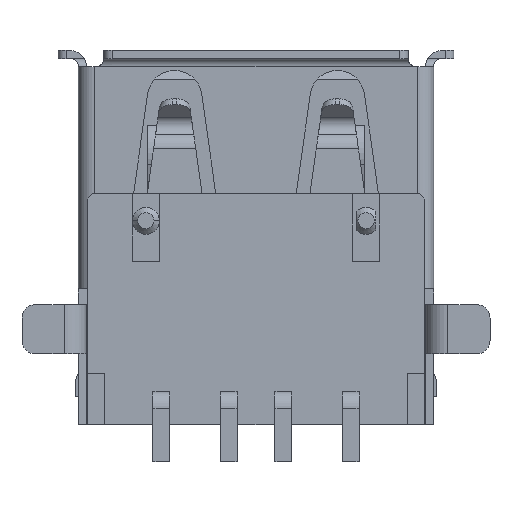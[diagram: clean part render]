
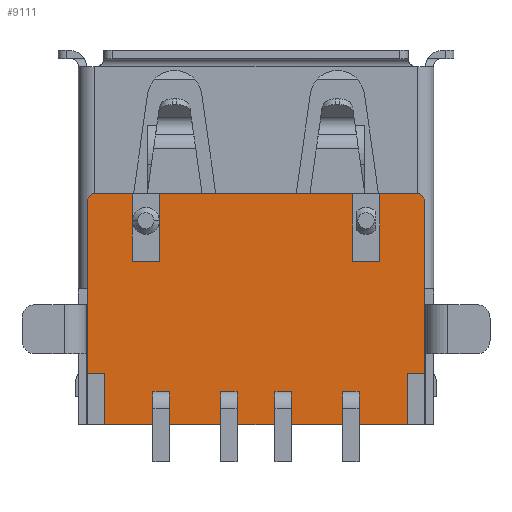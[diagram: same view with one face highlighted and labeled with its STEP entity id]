
A CAD part, front view. The second image highlights one B-rep face of the part: STEP entity #9111.
In plain terms, the highlighted planar face has unit normal (0, -1, 0).
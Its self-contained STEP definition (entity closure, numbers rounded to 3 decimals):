
#2992=DIRECTION('',(1.,0.,0.));
#2993=VECTOR('',#2992,1.465);
#2994=CARTESIAN_POINT('',(4.56,-3.69,-5.28));
#2995=LINE('',#2994,#2993);
#3000=DIRECTION('',(1.,0.,0.));
#3001=VECTOR('',#3000,7.12);
#3002=CARTESIAN_POINT('',(-3.56,-3.69,-5.28));
#3003=LINE('',#3002,#3001);
#3008=DIRECTION('',(1.,0.,0.));
#3009=VECTOR('',#3008,1.465);
#3010=CARTESIAN_POINT('',(-6.025,-3.69,-5.28));
#3011=LINE('',#3010,#3009);
#3012=DIRECTION('',(-1.,0.,0.));
#3013=VECTOR('',#3012,0.6);
#3014=CARTESIAN_POINT('',(-3.2,-3.69,-12.576));
#3015=LINE('',#3014,#3013);
#3016=DIRECTION('',(0.,0.,1.));
#3017=VECTOR('',#3016,0.255);
#3018=CARTESIAN_POINT('',(-3.8,-3.69,-12.832));
#3019=LINE('',#3018,#3017);
#3020=DIRECTION('',(-1.,0.,0.));
#3021=VECTOR('',#3020,0.6);
#3022=CARTESIAN_POINT('',(-3.2,-3.69,-12.832));
#3023=LINE('',#3022,#3021);
#3024=DIRECTION('',(0.,0.,-1.));
#3025=VECTOR('',#3024,0.255);
#3026=CARTESIAN_POINT('',(-3.2,-3.69,-12.576));
#3027=LINE('',#3026,#3025);
#3028=DIRECTION('',(-1.,0.,0.));
#3029=VECTOR('',#3028,0.6);
#3030=CARTESIAN_POINT('',(-0.7,-3.69,-12.576));
#3031=LINE('',#3030,#3029);
#3032=DIRECTION('',(0.,0.,1.));
#3033=VECTOR('',#3032,0.255);
#3034=CARTESIAN_POINT('',(-1.3,-3.69,-12.832));
#3035=LINE('',#3034,#3033);
#3036=DIRECTION('',(-1.,0.,0.));
#3037=VECTOR('',#3036,0.6);
#3038=CARTESIAN_POINT('',(-0.7,-3.69,-12.832));
#3039=LINE('',#3038,#3037);
#3040=DIRECTION('',(0.,0.,-1.));
#3041=VECTOR('',#3040,0.255);
#3042=CARTESIAN_POINT('',(-0.7,-3.69,-12.576));
#3043=LINE('',#3042,#3041);
#3044=DIRECTION('',(-1.,0.,0.));
#3045=VECTOR('',#3044,0.6);
#3046=CARTESIAN_POINT('',(3.8,-3.69,-12.832));
#3047=LINE('',#3046,#3045);
#3048=DIRECTION('',(0.,0.,-1.));
#3049=VECTOR('',#3048,0.255);
#3050=CARTESIAN_POINT('',(3.8,-3.69,-12.576));
#3051=LINE('',#3050,#3049);
#3052=DIRECTION('',(-1.,0.,0.));
#3053=VECTOR('',#3052,0.6);
#3054=CARTESIAN_POINT('',(3.8,-3.69,-12.576));
#3055=LINE('',#3054,#3053);
#3056=DIRECTION('',(0.,0.,1.));
#3057=VECTOR('',#3056,0.255);
#3058=CARTESIAN_POINT('',(3.2,-3.69,-12.832));
#3059=LINE('',#3058,#3057);
#3060=DIRECTION('',(-1.,0.,0.));
#3061=VECTOR('',#3060,0.6);
#3062=CARTESIAN_POINT('',(1.3,-3.69,-12.832));
#3063=LINE('',#3062,#3061);
#3064=DIRECTION('',(0.,0.,-1.));
#3065=VECTOR('',#3064,0.255);
#3066=CARTESIAN_POINT('',(1.3,-3.69,-12.576));
#3067=LINE('',#3066,#3065);
#3068=DIRECTION('',(-1.,0.,0.));
#3069=VECTOR('',#3068,0.6);
#3070=CARTESIAN_POINT('',(1.3,-3.69,-12.576));
#3071=LINE('',#3070,#3069);
#3072=DIRECTION('',(0.,0.,1.));
#3073=VECTOR('',#3072,0.255);
#3074=CARTESIAN_POINT('',(0.7,-3.69,-12.832));
#3075=LINE('',#3074,#3073);
#3076=DIRECTION('',(-0.707,0.,-0.707));
#3077=VECTOR('',#3076,0.283);
#3078=CARTESIAN_POINT('',(-6.025,-3.69,-5.28));
#3079=LINE('',#3078,#3077);
#3080=DIRECTION('',(0.,0.,-1.));
#3081=VECTOR('',#3080,2.5);
#3082=CARTESIAN_POINT('',(-4.56,-3.69,-5.28));
#3083=LINE('',#3082,#3081);
#3084=DIRECTION('',(1.,0.,0.));
#3085=VECTOR('',#3084,1.);
#3086=CARTESIAN_POINT('',(-4.56,-3.69,-7.78));
#3087=LINE('',#3086,#3085);
#3088=DIRECTION('',(0.,0.,-1.));
#3089=VECTOR('',#3088,2.5);
#3090=CARTESIAN_POINT('',(-3.56,-3.69,-5.28));
#3091=LINE('',#3090,#3089);
#3092=DIRECTION('',(0.,0.,-1.));
#3093=VECTOR('',#3092,2.5);
#3094=CARTESIAN_POINT('',(3.56,-3.69,-5.28));
#3095=LINE('',#3094,#3093);
#3096=DIRECTION('',(1.,0.,0.));
#3097=VECTOR('',#3096,1.);
#3098=CARTESIAN_POINT('',(3.56,-3.69,-7.78));
#3099=LINE('',#3098,#3097);
#3100=DIRECTION('',(0.,0.,-1.));
#3101=VECTOR('',#3100,2.5);
#3102=CARTESIAN_POINT('',(4.56,-3.69,-5.28));
#3103=LINE('',#3102,#3101);
#3104=DIRECTION('',(-0.707,0.,0.707));
#3105=VECTOR('',#3104,0.283);
#3106=CARTESIAN_POINT('',(6.225,-3.69,-5.48));
#3107=LINE('',#3106,#3105);
#3108=DIRECTION('',(-1.,0.,0.));
#3109=VECTOR('',#3108,0.65);
#3110=CARTESIAN_POINT('',(6.225,-3.69,-11.91));
#3111=LINE('',#3110,#3109);
#3112=DIRECTION('',(0.,0.,1.));
#3113=VECTOR('',#3112,1.9);
#3114=CARTESIAN_POINT('',(5.575,-3.69,-13.81));
#3115=LINE('',#3114,#3113);
#3116=DIRECTION('',(1.,0.,0.));
#3117=VECTOR('',#3116,11.15);
#3118=CARTESIAN_POINT('',(-5.575,-3.69,-13.81));
#3119=LINE('',#3118,#3117);
#3120=DIRECTION('',(0.,0.,1.));
#3121=VECTOR('',#3120,1.9);
#3122=CARTESIAN_POINT('',(-5.575,-3.69,-13.81));
#3123=LINE('',#3122,#3121);
#3124=DIRECTION('',(1.,0.,0.));
#3125=VECTOR('',#3124,0.65);
#3126=CARTESIAN_POINT('',(-6.225,-3.69,-11.91));
#3127=LINE('',#3126,#3125);
#3616=DIRECTION('',(0.,0.,1.));
#3617=VECTOR('',#3616,6.43);
#3618=CARTESIAN_POINT('',(6.225,-3.69,-11.91));
#3619=LINE('',#3618,#3617);
#3656=DIRECTION('',(0.,0.,-1.));
#3657=VECTOR('',#3656,6.43);
#3658=CARTESIAN_POINT('',(-6.225,-3.69,-5.48));
#3659=LINE('',#3658,#3657);
#5286=CARTESIAN_POINT('',(-4.56,-3.69,-5.28));
#5287=CARTESIAN_POINT('',(-4.56,-3.69,-7.78));
#5288=VERTEX_POINT('',#5286);
#5289=VERTEX_POINT('',#5287);
#5290=CARTESIAN_POINT('',(-3.56,-3.69,-7.78));
#5291=VERTEX_POINT('',#5290);
#5292=CARTESIAN_POINT('',(-3.56,-3.69,-5.28));
#5293=VERTEX_POINT('',#5292);
#5294=CARTESIAN_POINT('',(3.56,-3.69,-5.28));
#5295=CARTESIAN_POINT('',(3.56,-3.69,-7.78));
#5296=VERTEX_POINT('',#5294);
#5297=VERTEX_POINT('',#5295);
#5298=CARTESIAN_POINT('',(4.56,-3.69,-7.78));
#5299=VERTEX_POINT('',#5298);
#5300=CARTESIAN_POINT('',(4.56,-3.69,-5.28));
#5301=VERTEX_POINT('',#5300);
#5350=CARTESIAN_POINT('',(-5.575,-3.69,-13.81));
#5351=CARTESIAN_POINT('',(-5.575,-3.69,-11.91));
#5352=VERTEX_POINT('',#5350);
#5353=VERTEX_POINT('',#5351);
#5354=CARTESIAN_POINT('',(-6.225,-3.69,-11.91));
#5355=VERTEX_POINT('',#5354);
#5356=CARTESIAN_POINT('',(6.225,-3.69,-11.91));
#5357=CARTESIAN_POINT('',(5.575,-3.69,-11.91));
#5358=VERTEX_POINT('',#5356);
#5359=VERTEX_POINT('',#5357);
#5360=CARTESIAN_POINT('',(5.575,-3.69,-13.81));
#5361=VERTEX_POINT('',#5360);
#5398=CARTESIAN_POINT('',(-6.025,-3.69,-5.28));
#5399=VERTEX_POINT('',#5398);
#5400=CARTESIAN_POINT('',(-6.225,-3.69,-5.48));
#5401=VERTEX_POINT('',#5400);
#5402=CARTESIAN_POINT('',(6.225,-3.69,-5.48));
#5403=CARTESIAN_POINT('',(6.025,-3.69,-5.28));
#5404=VERTEX_POINT('',#5402);
#5405=VERTEX_POINT('',#5403);
#5411=CARTESIAN_POINT('',(-3.2,-3.69,-12.832));
#5413=VERTEX_POINT('',#5411);
#5415=CARTESIAN_POINT('',(-3.8,-3.69,-12.832));
#5417=VERTEX_POINT('',#5415);
#5430=CARTESIAN_POINT('',(-3.2,-3.69,-12.576));
#5431=VERTEX_POINT('',#5430);
#5432=CARTESIAN_POINT('',(-3.8,-3.69,-12.576));
#5433=VERTEX_POINT('',#5432);
#5435=CARTESIAN_POINT('',(-0.7,-3.69,-12.832));
#5437=VERTEX_POINT('',#5435);
#5439=CARTESIAN_POINT('',(-1.3,-3.69,-12.832));
#5441=VERTEX_POINT('',#5439);
#5454=CARTESIAN_POINT('',(-0.7,-3.69,-12.576));
#5455=VERTEX_POINT('',#5454);
#5456=CARTESIAN_POINT('',(-1.3,-3.69,-12.576));
#5457=VERTEX_POINT('',#5456);
#5459=CARTESIAN_POINT('',(0.7,-3.69,-12.832));
#5461=VERTEX_POINT('',#5459);
#5463=CARTESIAN_POINT('',(1.3,-3.69,-12.832));
#5465=VERTEX_POINT('',#5463);
#5478=CARTESIAN_POINT('',(0.7,-3.69,-12.576));
#5479=VERTEX_POINT('',#5478);
#5480=CARTESIAN_POINT('',(1.3,-3.69,-12.576));
#5481=VERTEX_POINT('',#5480);
#5483=CARTESIAN_POINT('',(3.2,-3.69,-12.832));
#5485=VERTEX_POINT('',#5483);
#5487=CARTESIAN_POINT('',(3.8,-3.69,-12.832));
#5489=VERTEX_POINT('',#5487);
#5502=CARTESIAN_POINT('',(3.2,-3.69,-12.576));
#5503=VERTEX_POINT('',#5502);
#5504=CARTESIAN_POINT('',(3.8,-3.69,-12.576));
#5505=VERTEX_POINT('',#5504);
#9034=CARTESIAN_POINT('',(-6.55,-3.69,0.));
#9035=DIRECTION('',(0.,-1.,0.));
#9036=DIRECTION('',(1.,0.,0.));
#9037=AXIS2_PLACEMENT_3D('',#9034,#9035,#9036);
#9038=PLANE('',#9037);
#9039=ORIENTED_EDGE('',*,*,#8983,.F.);
#9040=ORIENTED_EDGE('',*,*,#9015,.T.);
#9042=ORIENTED_EDGE('',*,*,#9041,.T.);
#9044=ORIENTED_EDGE('',*,*,#9043,.T.);
#9046=ORIENTED_EDGE('',*,*,#9045,.F.);
#9047=ORIENTED_EDGE('',*,*,#9007,.T.);
#9049=ORIENTED_EDGE('',*,*,#9048,.T.);
#9051=ORIENTED_EDGE('',*,*,#9050,.T.);
#9053=ORIENTED_EDGE('',*,*,#9052,.F.);
#9054=ORIENTED_EDGE('',*,*,#8999,.T.);
#9055=ORIENTED_EDGE('',*,*,#9025,.F.);
#9057=ORIENTED_EDGE('',*,*,#9056,.F.);
#9059=ORIENTED_EDGE('',*,*,#9058,.T.);
#9061=ORIENTED_EDGE('',*,*,#9060,.F.);
#9062=ORIENTED_EDGE('',*,*,#6352,.F.);
#9064=ORIENTED_EDGE('',*,*,#9063,.T.);
#9066=ORIENTED_EDGE('',*,*,#9065,.F.);
#9068=ORIENTED_EDGE('',*,*,#9067,.F.);
#9069=EDGE_LOOP('',(#9039,#9040,#9042,#9044,#9046,#9047,#9049,#9051,#9053,#9054,
#9055,#9057,#9059,#9061,#9062,#9064,#9066,#9068));
#9070=FACE_OUTER_BOUND('',#9069,.F.);
#9072=ORIENTED_EDGE('',*,*,#9071,.T.);
#9074=ORIENTED_EDGE('',*,*,#9073,.F.);
#9076=ORIENTED_EDGE('',*,*,#9075,.F.);
#9078=ORIENTED_EDGE('',*,*,#9077,.F.);
#9079=EDGE_LOOP('',(#9072,#9074,#9076,#9078));
#9080=FACE_BOUND('',#9079,.F.);
#9082=ORIENTED_EDGE('',*,*,#9081,.F.);
#9084=ORIENTED_EDGE('',*,*,#9083,.F.);
#9086=ORIENTED_EDGE('',*,*,#9085,.T.);
#9088=ORIENTED_EDGE('',*,*,#9087,.F.);
#9089=EDGE_LOOP('',(#9082,#9084,#9086,#9088));
#9090=FACE_BOUND('',#9089,.F.);
#9092=ORIENTED_EDGE('',*,*,#9091,.F.);
#9094=ORIENTED_EDGE('',*,*,#9093,.F.);
#9096=ORIENTED_EDGE('',*,*,#9095,.T.);
#9098=ORIENTED_EDGE('',*,*,#9097,.F.);
#9099=EDGE_LOOP('',(#9092,#9094,#9096,#9098));
#9100=FACE_BOUND('',#9099,.F.);
#9102=ORIENTED_EDGE('',*,*,#9101,.T.);
#9104=ORIENTED_EDGE('',*,*,#9103,.F.);
#9106=ORIENTED_EDGE('',*,*,#9105,.F.);
#9108=ORIENTED_EDGE('',*,*,#9107,.F.);
#9109=EDGE_LOOP('',(#9102,#9104,#9106,#9108));
#9110=FACE_BOUND('',#9109,.F.);
#6352=EDGE_CURVE('',#5352,#5361,#3119,.T.);
#8983=EDGE_CURVE('',#5399,#5401,#3079,.T.);
#8999=EDGE_CURVE('',#5301,#5405,#2995,.T.);
#9007=EDGE_CURVE('',#5293,#5296,#3003,.T.);
#9015=EDGE_CURVE('',#5399,#5288,#3011,.T.);
#9025=EDGE_CURVE('',#5404,#5405,#3107,.T.);
#9041=EDGE_CURVE('',#5288,#5289,#3083,.T.);
#9043=EDGE_CURVE('',#5289,#5291,#3087,.T.);
#9045=EDGE_CURVE('',#5293,#5291,#3091,.T.);
#9048=EDGE_CURVE('',#5296,#5297,#3095,.T.);
#9050=EDGE_CURVE('',#5297,#5299,#3099,.T.);
#9052=EDGE_CURVE('',#5301,#5299,#3103,.T.);
#9056=EDGE_CURVE('',#5358,#5404,#3619,.T.);
#9058=EDGE_CURVE('',#5358,#5359,#3111,.T.);
#9060=EDGE_CURVE('',#5361,#5359,#3115,.T.);
#9063=EDGE_CURVE('',#5352,#5353,#3123,.T.);
#9065=EDGE_CURVE('',#5355,#5353,#3127,.T.);
#9067=EDGE_CURVE('',#5401,#5355,#3659,.T.);
#9071=EDGE_CURVE('',#5455,#5457,#3031,.T.);
#9073=EDGE_CURVE('',#5441,#5457,#3035,.T.);
#9075=EDGE_CURVE('',#5437,#5441,#3039,.T.);
#9077=EDGE_CURVE('',#5455,#5437,#3043,.T.);
#9081=EDGE_CURVE('',#5489,#5485,#3047,.T.);
#9083=EDGE_CURVE('',#5505,#5489,#3051,.T.);
#9085=EDGE_CURVE('',#5505,#5503,#3055,.T.);
#9087=EDGE_CURVE('',#5485,#5503,#3059,.T.);
#9091=EDGE_CURVE('',#5465,#5461,#3063,.T.);
#9093=EDGE_CURVE('',#5481,#5465,#3067,.T.);
#9095=EDGE_CURVE('',#5481,#5479,#3071,.T.);
#9097=EDGE_CURVE('',#5461,#5479,#3075,.T.);
#9101=EDGE_CURVE('',#5431,#5433,#3015,.T.);
#9103=EDGE_CURVE('',#5417,#5433,#3019,.T.);
#9105=EDGE_CURVE('',#5413,#5417,#3023,.T.);
#9107=EDGE_CURVE('',#5431,#5413,#3027,.T.);
#9111=ADVANCED_FACE('',(#9070,#9080,#9090,#9100,#9110),#9038,.T.);
